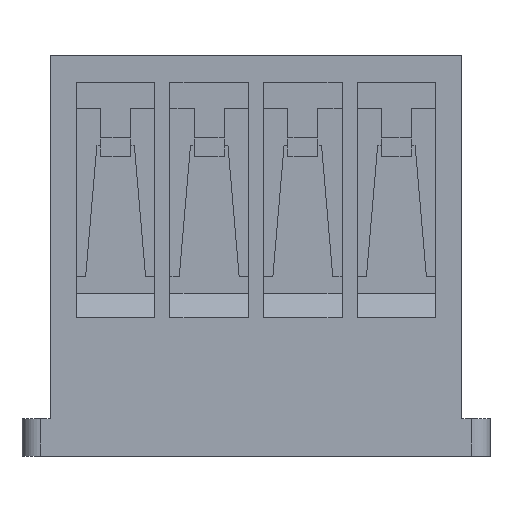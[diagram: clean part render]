
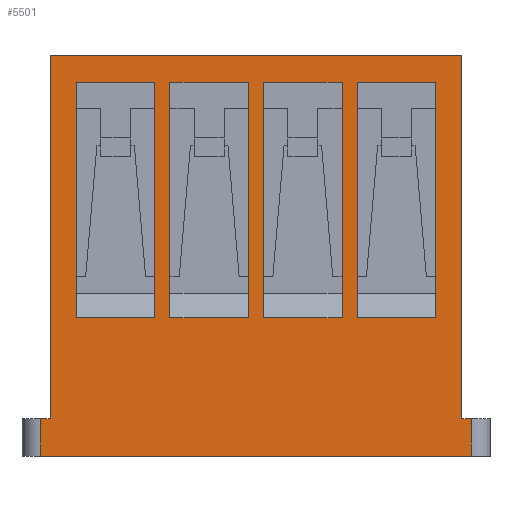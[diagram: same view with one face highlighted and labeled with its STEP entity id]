
A CAD part, top view. The second image highlights one B-rep face of the part: STEP entity #5501.
In plain terms, the highlighted planar face has unit normal (0, 0, 1).
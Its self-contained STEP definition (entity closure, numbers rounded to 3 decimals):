
#281=DIRECTION('',(0.,1.,0.));
#282=VECTOR('',#281,1.);
#283=CARTESIAN_POINT('',(5.75,0.,2.425));
#284=LINE('',#283,#282);
#299=DIRECTION('',(0.,1.,0.));
#300=VECTOR('',#299,6.29);
#301=CARTESIAN_POINT('',(4.8,3.7,2.425));
#302=LINE('',#301,#300);
#303=DIRECTION('',(1.,0.,0.));
#304=VECTOR('',#303,2.1);
#305=CARTESIAN_POINT('',(2.7,9.99,2.425));
#306=LINE('',#305,#304);
#307=DIRECTION('',(0.,1.,0.));
#308=VECTOR('',#307,6.29);
#309=CARTESIAN_POINT('',(2.7,3.7,2.425));
#310=LINE('',#309,#308);
#311=DIRECTION('',(1.,0.,0.));
#312=VECTOR('',#311,2.1);
#313=CARTESIAN_POINT('',(2.7,3.7,2.425));
#314=LINE('',#313,#312);
#315=DIRECTION('',(0.,1.,0.));
#316=VECTOR('',#315,6.29);
#317=CARTESIAN_POINT('',(2.3,3.7,2.425));
#318=LINE('',#317,#316);
#319=DIRECTION('',(1.,0.,0.));
#320=VECTOR('',#319,2.1);
#321=CARTESIAN_POINT('',(0.2,9.99,2.425));
#322=LINE('',#321,#320);
#323=DIRECTION('',(0.,1.,0.));
#324=VECTOR('',#323,6.29);
#325=CARTESIAN_POINT('',(0.2,3.7,2.425));
#326=LINE('',#325,#324);
#327=DIRECTION('',(1.,0.,0.));
#328=VECTOR('',#327,2.1);
#329=CARTESIAN_POINT('',(0.2,3.7,2.425));
#330=LINE('',#329,#328);
#331=DIRECTION('',(0.,1.,0.));
#332=VECTOR('',#331,6.29);
#333=CARTESIAN_POINT('',(-0.2,3.7,2.425));
#334=LINE('',#333,#332);
#335=DIRECTION('',(1.,0.,0.));
#336=VECTOR('',#335,2.1);
#337=CARTESIAN_POINT('',(-2.3,9.99,2.425));
#338=LINE('',#337,#336);
#339=DIRECTION('',(0.,1.,0.));
#340=VECTOR('',#339,6.29);
#341=CARTESIAN_POINT('',(-2.3,3.7,2.425));
#342=LINE('',#341,#340);
#343=DIRECTION('',(1.,0.,0.));
#344=VECTOR('',#343,2.1);
#345=CARTESIAN_POINT('',(-2.3,3.7,2.425));
#346=LINE('',#345,#344);
#347=DIRECTION('',(0.,1.,0.));
#348=VECTOR('',#347,6.29);
#349=CARTESIAN_POINT('',(-2.7,3.7,2.425));
#350=LINE('',#349,#348);
#351=DIRECTION('',(1.,0.,0.));
#352=VECTOR('',#351,2.1);
#353=CARTESIAN_POINT('',(-4.8,9.99,2.425));
#354=LINE('',#353,#352);
#355=DIRECTION('',(0.,1.,0.));
#356=VECTOR('',#355,6.29);
#357=CARTESIAN_POINT('',(-4.8,3.7,2.425));
#358=LINE('',#357,#356);
#359=DIRECTION('',(1.,0.,0.));
#360=VECTOR('',#359,2.1);
#361=CARTESIAN_POINT('',(-4.8,3.7,2.425));
#362=LINE('',#361,#360);
#363=DIRECTION('',(1.,0.,0.));
#364=VECTOR('',#363,11.5);
#365=CARTESIAN_POINT('',(-5.75,0.,2.425));
#366=LINE('',#365,#364);
#367=DIRECTION('',(-1.,0.,0.));
#368=VECTOR('',#367,0.25);
#369=CARTESIAN_POINT('',(-5.5,1.,2.425));
#370=LINE('',#369,#368);
#371=DIRECTION('',(0.,-1.,0.));
#372=VECTOR('',#371,9.7);
#373=CARTESIAN_POINT('',(-5.5,10.7,2.425));
#374=LINE('',#373,#372);
#375=DIRECTION('',(-1.,0.,0.));
#376=VECTOR('',#375,11.);
#377=CARTESIAN_POINT('',(5.5,10.7,2.425));
#378=LINE('',#377,#376);
#379=DIRECTION('',(0.,1.,0.));
#380=VECTOR('',#379,9.7);
#381=CARTESIAN_POINT('',(5.5,1.,2.425));
#382=LINE('',#381,#380);
#383=DIRECTION('',(-1.,0.,0.));
#384=VECTOR('',#383,0.25);
#385=CARTESIAN_POINT('',(5.75,1.,2.425));
#386=LINE('',#385,#384);
#3071=DIRECTION('',(0.,-1.,0.));
#3072=VECTOR('',#3071,1.);
#3073=CARTESIAN_POINT('',(-5.75,1.,2.425));
#3074=LINE('',#3073,#3072);
#3817=CARTESIAN_POINT('',(5.5,1.,2.425));
#3818=CARTESIAN_POINT('',(5.5,10.7,2.425));
#3819=VERTEX_POINT('',#3817);
#3820=VERTEX_POINT('',#3818);
#3821=CARTESIAN_POINT('',(-5.5,10.7,2.425));
#3822=VERTEX_POINT('',#3821);
#3823=CARTESIAN_POINT('',(-5.5,1.,2.425));
#3824=VERTEX_POINT('',#3823);
#3873=CARTESIAN_POINT('',(4.8,3.7,2.425));
#3874=CARTESIAN_POINT('',(4.8,9.99,2.425));
#3875=VERTEX_POINT('',#3873);
#3876=VERTEX_POINT('',#3874);
#3877=CARTESIAN_POINT('',(2.7,3.7,2.425));
#3878=VERTEX_POINT('',#3877);
#3879=CARTESIAN_POINT('',(2.7,9.99,2.425));
#3880=VERTEX_POINT('',#3879);
#4111=CARTESIAN_POINT('',(5.75,0.,2.425));
#4112=CARTESIAN_POINT('',(5.75,1.,2.425));
#4113=VERTEX_POINT('',#4111);
#4114=VERTEX_POINT('',#4112);
#4119=CARTESIAN_POINT('',(-5.75,1.,2.425));
#4120=CARTESIAN_POINT('',(-5.75,0.,2.425));
#4121=VERTEX_POINT('',#4119);
#4122=VERTEX_POINT('',#4120);
#4217=CARTESIAN_POINT('',(2.3,3.7,2.425));
#4218=CARTESIAN_POINT('',(2.3,9.99,2.425));
#4219=VERTEX_POINT('',#4217);
#4220=VERTEX_POINT('',#4218);
#4221=CARTESIAN_POINT('',(0.2,3.7,2.425));
#4222=CARTESIAN_POINT('',(0.2,9.99,2.425));
#4223=VERTEX_POINT('',#4221);
#4224=VERTEX_POINT('',#4222);
#4233=CARTESIAN_POINT('',(-0.2,3.7,2.425));
#4234=CARTESIAN_POINT('',(-0.2,9.99,2.425));
#4235=VERTEX_POINT('',#4233);
#4236=VERTEX_POINT('',#4234);
#4237=CARTESIAN_POINT('',(-2.3,3.7,2.425));
#4238=CARTESIAN_POINT('',(-2.3,9.99,2.425));
#4239=VERTEX_POINT('',#4237);
#4240=VERTEX_POINT('',#4238);
#4249=CARTESIAN_POINT('',(-2.7,3.7,2.425));
#4250=CARTESIAN_POINT('',(-2.7,9.99,2.425));
#4251=VERTEX_POINT('',#4249);
#4252=VERTEX_POINT('',#4250);
#4253=CARTESIAN_POINT('',(-4.8,3.7,2.425));
#4254=CARTESIAN_POINT('',(-4.8,9.99,2.425));
#4255=VERTEX_POINT('',#4253);
#4256=VERTEX_POINT('',#4254);
#5442=CARTESIAN_POINT('',(0.,0.,2.425));
#5443=DIRECTION('',(0.,0.,1.));
#5444=DIRECTION('',(1.,0.,0.));
#5445=AXIS2_PLACEMENT_3D('',#5442,#5443,#5444);
#5446=PLANE('',#5445);
#5447=ORIENTED_EDGE('',*,*,#5432,.F.);
#5449=ORIENTED_EDGE('',*,*,#5448,.F.);
#5451=ORIENTED_EDGE('',*,*,#5450,.F.);
#5453=ORIENTED_EDGE('',*,*,#5452,.F.);
#5455=ORIENTED_EDGE('',*,*,#5454,.F.);
#5456=ORIENTED_EDGE('',*,*,#5277,.F.);
#5457=ORIENTED_EDGE('',*,*,#5405,.F.);
#5458=ORIENTED_EDGE('',*,*,#5418,.F.);
#5459=EDGE_LOOP('',(#5447,#5449,#5451,#5453,#5455,#5456,#5457,#5458));
#5460=FACE_OUTER_BOUND('',#5459,.F.);
#5462=ORIENTED_EDGE('',*,*,#5461,.T.);
#5464=ORIENTED_EDGE('',*,*,#5463,.F.);
#5466=ORIENTED_EDGE('',*,*,#5465,.F.);
#5468=ORIENTED_EDGE('',*,*,#5467,.T.);
#5469=EDGE_LOOP('',(#5462,#5464,#5466,#5468));
#5470=FACE_BOUND('',#5469,.F.);
#5472=ORIENTED_EDGE('',*,*,#5471,.T.);
#5474=ORIENTED_EDGE('',*,*,#5473,.F.);
#5476=ORIENTED_EDGE('',*,*,#5475,.F.);
#5478=ORIENTED_EDGE('',*,*,#5477,.T.);
#5479=EDGE_LOOP('',(#5472,#5474,#5476,#5478));
#5480=FACE_BOUND('',#5479,.F.);
#5482=ORIENTED_EDGE('',*,*,#5481,.T.);
#5484=ORIENTED_EDGE('',*,*,#5483,.F.);
#5486=ORIENTED_EDGE('',*,*,#5485,.F.);
#5488=ORIENTED_EDGE('',*,*,#5487,.T.);
#5489=EDGE_LOOP('',(#5482,#5484,#5486,#5488));
#5490=FACE_BOUND('',#5489,.F.);
#5492=ORIENTED_EDGE('',*,*,#5491,.T.);
#5494=ORIENTED_EDGE('',*,*,#5493,.F.);
#5496=ORIENTED_EDGE('',*,*,#5495,.F.);
#5498=ORIENTED_EDGE('',*,*,#5497,.T.);
#5499=EDGE_LOOP('',(#5492,#5494,#5496,#5498));
#5500=FACE_BOUND('',#5499,.F.);
#5501=ADVANCED_FACE('',(#5460,#5470,#5480,#5490,#5500),#5446,.T.);
#5277=EDGE_CURVE('',#3820,#3822,#378,.T.);
#5405=EDGE_CURVE('',#3819,#3820,#382,.T.);
#5418=EDGE_CURVE('',#4114,#3819,#386,.T.);
#5432=EDGE_CURVE('',#4113,#4114,#284,.T.);
#5448=EDGE_CURVE('',#4122,#4113,#366,.T.);
#5450=EDGE_CURVE('',#4121,#4122,#3074,.T.);
#5452=EDGE_CURVE('',#3824,#4121,#370,.T.);
#5454=EDGE_CURVE('',#3822,#3824,#374,.T.);
#5461=EDGE_CURVE('',#4219,#4220,#318,.T.);
#5463=EDGE_CURVE('',#4224,#4220,#322,.T.);
#5465=EDGE_CURVE('',#4223,#4224,#326,.T.);
#5467=EDGE_CURVE('',#4223,#4219,#330,.T.);
#5471=EDGE_CURVE('',#4235,#4236,#334,.T.);
#5473=EDGE_CURVE('',#4240,#4236,#338,.T.);
#5475=EDGE_CURVE('',#4239,#4240,#342,.T.);
#5477=EDGE_CURVE('',#4239,#4235,#346,.T.);
#5481=EDGE_CURVE('',#4251,#4252,#350,.T.);
#5483=EDGE_CURVE('',#4256,#4252,#354,.T.);
#5485=EDGE_CURVE('',#4255,#4256,#358,.T.);
#5487=EDGE_CURVE('',#4255,#4251,#362,.T.);
#5491=EDGE_CURVE('',#3875,#3876,#302,.T.);
#5493=EDGE_CURVE('',#3880,#3876,#306,.T.);
#5495=EDGE_CURVE('',#3878,#3880,#310,.T.);
#5497=EDGE_CURVE('',#3878,#3875,#314,.T.);
